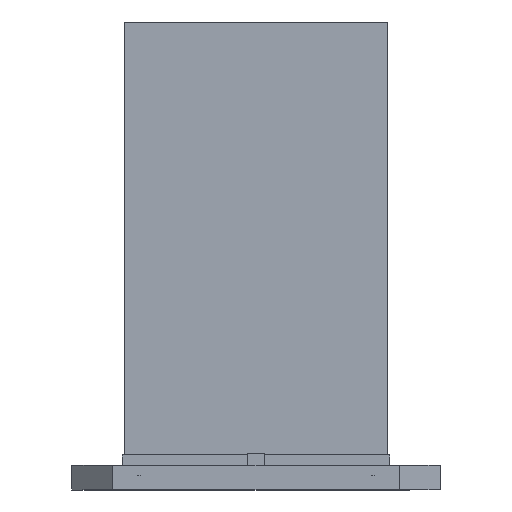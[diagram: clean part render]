
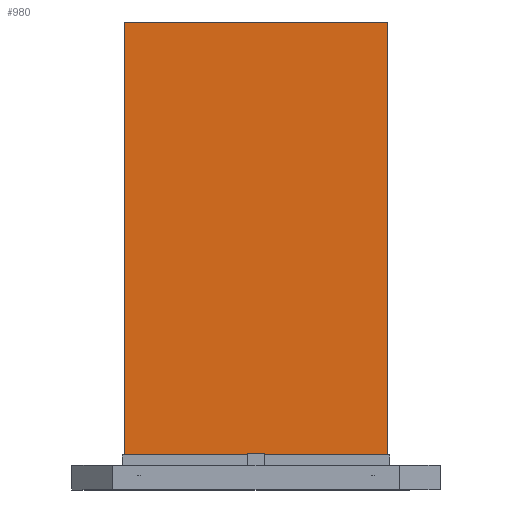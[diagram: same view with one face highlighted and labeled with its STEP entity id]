
A CAD part, front view. The second image highlights one B-rep face of the part: STEP entity #980.
In plain terms, the highlighted planar face has unit normal (0, -1, 0).
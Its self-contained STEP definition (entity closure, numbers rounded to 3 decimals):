
#444=EDGE_CURVE('',#504,#452,#1277,.T.);
#452=VERTEX_POINT('',#1288);
#466=VERTEX_POINT('',#1306);
#468=EDGE_CURVE('',#482,#504,#1308,.T.);
#480=EDGE_CURVE('',#1238,#822,#1320,.T.);
#482=VERTEX_POINT('',#1322);
#504=VERTEX_POINT('',#1345);
#564=EDGE_CURVE('',#452,#576,#1411,.T.);
#576=VERTEX_POINT('',#1424);
#644=VERTEX_POINT('',#1500);
#778=EDGE_CURVE('',#466,#576,#1669,.T.);
#822=VERTEX_POINT('',#1720);
#980=ADVANCED_FACE('',(#1894),#1895,.T.);
#1070=EDGE_CURVE('',#822,#644,#1993,.T.);
#1120=EDGE_CURVE('',#482,#1238,#2045,.T.);
#1232=EDGE_CURVE('',#644,#466,#2167,.T.);
#1238=VERTEX_POINT('',#2176);
#1277=LINE('',#2211,#2212);
#1288=CARTESIAN_POINT('',(15.,-225.5,62.));
#1306=CARTESIAN_POINT('',(225.5,-225.5,60.0));
#1308=LINE('',#2249,#2250);
#1320=LINE('',#2272,#2273);
#1322=CARTESIAN_POINT('',(-15.,-225.5,60.));
#1345=CARTESIAN_POINT('',(-15.,-225.5,62.));
#1411=LINE('',#2389,#2390);
#1424=CARTESIAN_POINT('',(15.,-225.5,60.));
#1500=CARTESIAN_POINT('',(225.5,-225.5,800.0));
#1669=LINE('',#2728,#2729);
#1720=CARTESIAN_POINT('',(-225.5,-225.5,800.0));
#1894=FACE_OUTER_BOUND('',#3035,.T.);
#1895=PLANE('',#3036);
#1993=LINE('',#3171,#3172);
#2045=LINE('',#3248,#3249);
#2167=LINE('',#3413,#3414);
#2176=CARTESIAN_POINT('',(-225.5,-225.5,60.));
#2211=CARTESIAN_POINT('',(120.25,-225.5,62.));
#2212=VECTOR('',#3450,1.0);
#2249=CARTESIAN_POINT('',(-15.,-225.5,431.0));
#2250=VECTOR('',#3496,1.0);
#2272=CARTESIAN_POINT('',(-225.5,-225.5,800.0));
#2273=VECTOR('',#3504,1.0);
#2389=CARTESIAN_POINT('',(15.,-225.5,421.0));
#2390=VECTOR('',#3573,1.0);
#2728=CARTESIAN_POINT('',(225.5,-225.5,60.));
#2729=VECTOR('',#3920,1.0);
#3035=EDGE_LOOP('',(#4174,#4175,#4176,#4177,#4178,#4179,#4180,#4181));
#3036=AXIS2_PLACEMENT_3D('',#4182,#4183,#4184);
#3171=CARTESIAN_POINT('',(225.5,-225.5,800.0));
#3172=VECTOR('',#4291,1.0);
#3248=CARTESIAN_POINT('',(225.5,-225.5,60.));
#3249=VECTOR('',#4337,1.0);
#3413=CARTESIAN_POINT('',(225.5,-225.5,430.0));
#3414=VECTOR('',#4457,1.0);
#3450=DIRECTION('',(1.0,0.0,0.0));
#3496=DIRECTION('',(0.0,0.0,1.0));
#3504=DIRECTION('',(0.0,0.0,1.0));
#3573=DIRECTION('',(0.0,0.0,-1.0));
#3920=DIRECTION('',(-1.0,0.0,0.0));
#4174=ORIENTED_EDGE('',*,*,#468,.T.);
#4175=ORIENTED_EDGE('',*,*,#444,.T.);
#4176=ORIENTED_EDGE('',*,*,#564,.T.);
#4177=ORIENTED_EDGE('',*,*,#778,.F.);
#4178=ORIENTED_EDGE('',*,*,#1232,.F.);
#4179=ORIENTED_EDGE('',*,*,#1070,.F.);
#4180=ORIENTED_EDGE('',*,*,#480,.F.);
#4181=ORIENTED_EDGE('',*,*,#1120,.F.);
#4182=CARTESIAN_POINT('',(225.5,-225.5,800.0));
#4183=DIRECTION('',(0.0,-1.0,0.0));
#4184=DIRECTION('',(1.0,0.0,0.0));
#4291=DIRECTION('',(1.0,0.0,0.));
#4337=DIRECTION('',(-1.0,0.0,0.0));
#4457=DIRECTION('',(0.0,0.0,-1.0));
